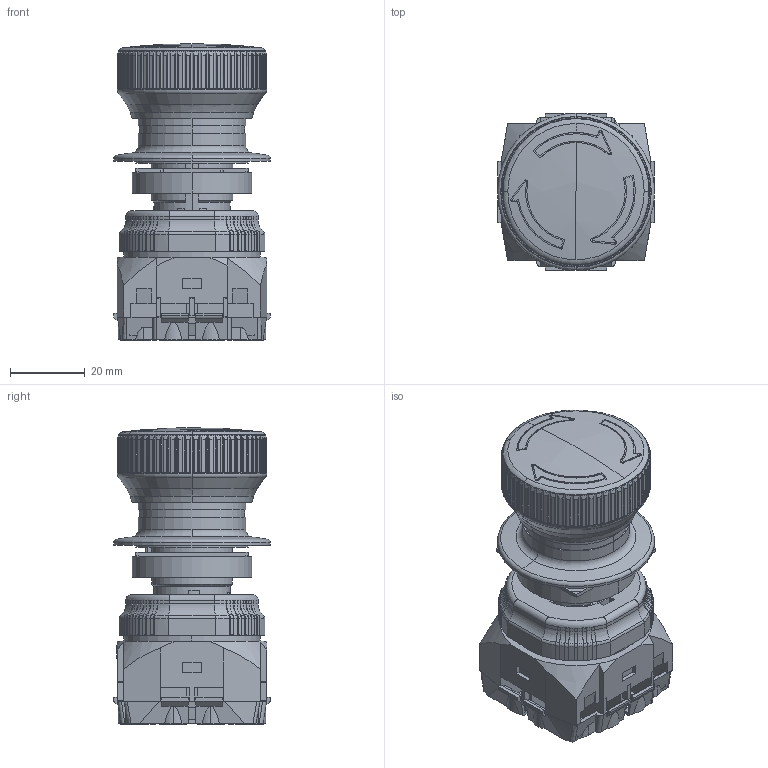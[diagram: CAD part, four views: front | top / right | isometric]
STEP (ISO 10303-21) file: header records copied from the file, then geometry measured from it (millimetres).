
FILE_DESCRIPTION (( 'STEP AP203' ), '1' );
FILE_NAME ('AR22VQR-12R.step', '2022-08-18T16:14:06', ( '' ), ( '' ), 'SwSTEP 2.0', 'SolidWorks 2021', '' );
FILE_SCHEMA (( 'CONFIG_CONTROL_DESIGN' ));
Length unit declared in the file: inch
Products named in the file (1): AR22VQR-12R
Bounding box: 42 x 42 x 79.38 mm (x, y, z)
Volume: 62439.7 mm3; surface area: 34722.1 mm2
Topology: 8 solids, 8 shells, 2051 faces, 5795 edges, 3823 vertices
Faces by surface type: plane 1237, cylinder 600, cone 136, torus 60, bspline 10, sphere 8
Entity records: 69005 total; most frequent: CARTESIAN_POINT 16114, ORIENTED_EDGE 11590, DIRECTION 10315, EDGE_CURVE 5795, VECTOR 3871, LINE 3871, VERTEX_POINT 3823, AXIS2_PLACEMENT_3D 3222
